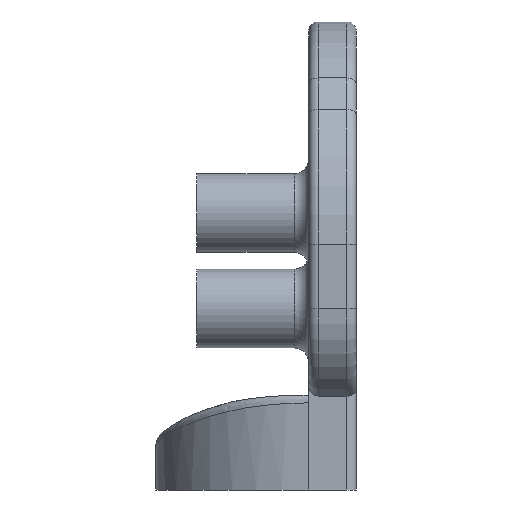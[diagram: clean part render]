
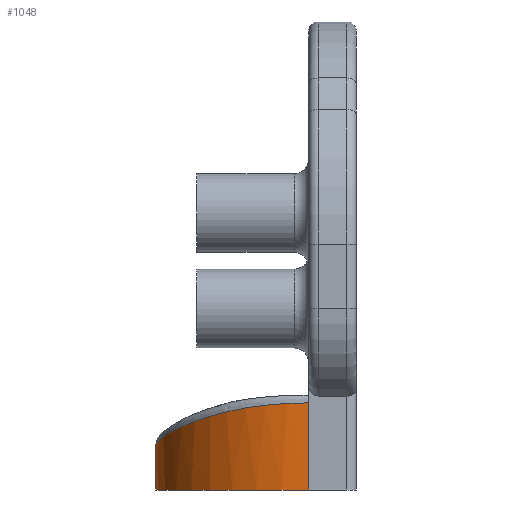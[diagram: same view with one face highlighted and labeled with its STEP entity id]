
A CAD part, left-side view. The second image highlights one B-rep face of the part: STEP entity #1048.
In plain terms, the highlighted cylindrical face has radius 16 mm (diameter 32 mm), a partial arc.
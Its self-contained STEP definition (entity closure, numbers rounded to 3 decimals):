
#89 = VECTOR ( 'NONE', #3589, 1000. ) ;
#173 = FACE_OUTER_BOUND ( 'NONE', #1278, .T. ) ;
#184 = ORIENTED_EDGE ( 'NONE', *, *, #4471, .T. ) ;
#362 = CARTESIAN_POINT ( 'NONE',  ( 22., 21., -44.372 ) ) ;
#697 = VERTEX_POINT ( 'NONE', #4324 ) ;
#801 = CARTESIAN_POINT ( 'NONE',  ( 7.684, 12.163, -40.508 ) ) ;
#833 = CARTESIAN_POINT ( 'NONE',  ( 6., 6.075, -39.877 ) ) ;
#1003 = VECTOR ( 'NONE', #2483, 1000. ) ;
#1048 = ADVANCED_FACE ( 'NONE', ( #173 ), #2356, .T. ) ;
#1168 = VERTEX_POINT ( 'NONE', #362 ) ;
#1207 = CARTESIAN_POINT ( 'NONE',  ( 11.093, 16.718, -41.743 ) ) ;
#1269 = CARTESIAN_POINT ( 'NONE',  ( 11.477, 17.064, -41.871 ) ) ;
#1278 = EDGE_LOOP ( 'NONE', ( #2735, #184, #2091, #2427 ) ) ;
#1299 = CARTESIAN_POINT ( 'NONE',  ( 12.701, 18.031, -42.26 ) ) ;
#1328 = CARTESIAN_POINT ( 'NONE',  ( 21.469, 21., -44.294 ) ) ;
#1474 = CARTESIAN_POINT ( 'NONE',  ( 22., 5., 0. ) ) ;
#1634 = CARTESIAN_POINT ( 'NONE',  ( 6.107, 7.139, -39.917 ) ) ;
#1875 = DIRECTION ( 'NONE',  ( 0., 0., -1. ) ) ;
#2039 = AXIS2_PLACEMENT_3D ( 'NONE', #1474, #3314, #4144 ) ;
#2041 = CARTESIAN_POINT ( 'NONE',  ( 6., 5., 0. ) ) ;
#2052 = AXIS2_PLACEMENT_3D ( 'NONE', #4915, #1875, #4424 ) ;
#2091 = ORIENTED_EDGE ( 'NONE', *, *, #3768, .F. ) ;
#2099 = CARTESIAN_POINT ( 'NONE',  ( 19.367, 20.791, -43.928 ) ) ;
#2181 = CARTESIAN_POINT ( 'NONE',  ( 9.996, 15.628, -41.368 ) ) ;
#2356 = CYLINDRICAL_SURFACE ( 'NONE', #2039, 16. ) ;
#2427 = ORIENTED_EDGE ( 'NONE', *, *, #2854, .F. ) ;
#2483 = DIRECTION ( 'NONE',  ( 0., 0., 1. ) ) ;
#2485 = CARTESIAN_POINT ( 'NONE',  ( 8.183, 13.086, -40.696 ) ) ;
#2545 = CARTESIAN_POINT ( 'NONE',  ( 9.337, 14.835, -41.128 ) ) ;
#2573 = LINE ( 'NONE', #2041, #1003 ) ;
#2575 = CARTESIAN_POINT ( 'NONE',  ( 20.94, 20.974, -44.209 ) ) ;
#2735 = ORIENTED_EDGE ( 'NONE', *, *, #3483, .T. ) ;
#2854 = EDGE_CURVE ( 'NONE', #4575, #5023, #4493, .T. ) ;
#2932 = B_SPLINE_CURVE_WITH_KNOTS ( 'NONE', 3,
 ( #3486, #833, #1634, #3398, #4332, #5207, #801, #2485, #3826, #2545, #2181, #1207, #1269, #3861, #1299, #5612, #4644, #5235, #5640, #4277, #4221, #2099, #4305, #2575, #1328, #5556 ),
 .UNSPECIFIED., .F., .F.,
 ( 4, 2, 2, 2, 2, 2, 2, 2, 2, 2, 2, 2, 4 ),
 ( 0., 0.003, 0.006, 0.008, 0.01, 0.013, 0.014, 0.016, 0.019, 0.021, 0.022, 0.024, 0.026 ),
 .UNSPECIFIED. ) ;
#3185 = CARTESIAN_POINT ( 'NONE',  ( 22., 21., 0. ) ) ;
#3314 = DIRECTION ( 'NONE',  ( 0., 0., 1. ) ) ;
#3398 = CARTESIAN_POINT ( 'NONE',  ( 6.535, 9.24, -40.078 ) ) ;
#3483 = EDGE_CURVE ( 'NONE', #4575, #697, #2573, .T. ) ;
#3486 = CARTESIAN_POINT ( 'NONE',  ( 6., 5., -39.877 ) ) ;
#3589 = DIRECTION ( 'NONE',  ( 0., 0., 1. ) ) ;
#3768 = EDGE_CURVE ( 'NONE', #5023, #1168, #4490, .T. ) ;
#3826 = CARTESIAN_POINT ( 'NONE',  ( 8.459, 13.538, -40.799 ) ) ;
#3861 = CARTESIAN_POINT ( 'NONE',  ( 12.283, 17.722, -42.13 ) ) ;
#4144 = DIRECTION ( 'NONE',  ( 1., 0., 0. ) ) ;
#4221 = CARTESIAN_POINT ( 'NONE',  ( 18.337, 20.584, -43.72 ) ) ;
#4277 = CARTESIAN_POINT ( 'NONE',  ( 17.829, 20.456, -43.611 ) ) ;
#4305 = CARTESIAN_POINT ( 'NONE',  ( 19.89, 20.869, -44.026 ) ) ;
#4324 = CARTESIAN_POINT ( 'NONE',  ( 6., 5., -39.877 ) ) ;
#4332 = CARTESIAN_POINT ( 'NONE',  ( 6.848, 10.245, -40.195 ) ) ;
#4424 = DIRECTION ( 'NONE',  ( 1., 0., 0. ) ) ;
#4471 = EDGE_CURVE ( 'NONE', #697, #1168, #2932, .T. ) ;
#4490 = LINE ( 'NONE', #3185, #89 ) ;
#4493 = CIRCLE ( 'NONE', #2052, 16. ) ;
#4575 = VERTEX_POINT ( 'NONE', #5404 ) ;
#4644 = CARTESIAN_POINT ( 'NONE',  ( 14.896, 19.374, -42.9 ) ) ;
#4915 = CARTESIAN_POINT ( 'NONE',  ( 22., 5., -49. ) ) ;
#5023 = VERTEX_POINT ( 'NONE', #5512 ) ;
#5207 = CARTESIAN_POINT ( 'NONE',  ( 7.457, 11.692, -40.423 ) ) ;
#5235 = CARTESIAN_POINT ( 'NONE',  ( 16.334, 19.972, -43.264 ) ) ;
#5404 = CARTESIAN_POINT ( 'NONE',  ( 6., 5., -49. ) ) ;
#5512 = CARTESIAN_POINT ( 'NONE',  ( 22., 21., -49. ) ) ;
#5556 = CARTESIAN_POINT ( 'NONE',  ( 22., 21., -44.372 ) ) ;
#5612 = CARTESIAN_POINT ( 'NONE',  ( 13.989, 18.888, -42.647 ) ) ;
#5640 = CARTESIAN_POINT ( 'NONE',  ( 16.828, 20.15, -43.383 ) ) ;
